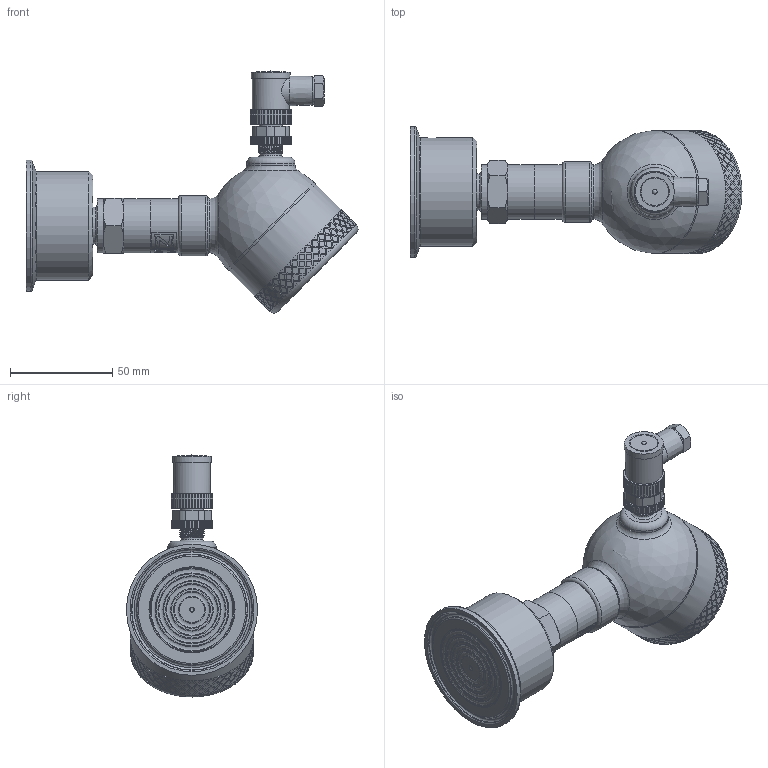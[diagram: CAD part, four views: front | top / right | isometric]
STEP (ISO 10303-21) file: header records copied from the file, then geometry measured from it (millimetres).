
FILE_DESCRIPTION(/* description */ (''),/* implementation_level */ '2;1');
FILE_NAME(/* name */ 'APZ3420sFH_ClampDN2_5.step',/* time_stamp */ '2021-07-08T16:36:04+03:00',/* author */ (''),/* organization */ (''),/* preprocessor_version */ 'ST-DEVELOPER v18.1',/* originating_system */ 'Autodesk Translation Framework v10.9.0.1377',/* authorisation */ '');
FILE_SCHEMA (('AUTOMOTIVE_DESIGN { 1 0 10303 214 3 1 1 }'));
Length unit declared in the file: millimetre
Products named in the file (9): АПЗ 3420s заполненный 
+ полевой корпус; G1\2EN; Clamp DN2' diaphragm 48 v2; Заполненный полевой 
корпус v13; Cover for display; Display; Main body; M12x1 adapter; M12x1 female angular v10
Assembly tree (7 placements, depth 3):
  АПЗ 3420s заполненный 
+ полевой корпус
    G1\2EN
    Заполненный полевой 
корпус v13
      Cover for display
      Display
      Main body
      M12x1 adapter
      M12x1 female angular v10
  Clamp DN2' diaphragm 48 v2
Bounding box: 162.08 x 64 x 118.16 mm (x, y, z)
Volume: 301517.9 mm3; surface area: 65171.9 mm2
Topology: 17 solids, 17 shells, 1884 faces, 4728 edges, 3109 vertices
Faces by surface type: bspline 972, cylinder 535, plane 306, cone 34, torus 34, sphere 3
Full cylindrical faces by diameter (mm): 1 x4, 2 x1, 3 x1, 3.3 x1, 5 x5, 6 x3, 7 x2, 8 x1, 9.3 x1, 9.471 x2, 10.5 x2, 10.741 x7, 11.035 x4, 11.156 x1, 11.884 x6, 12.152 x4, 13 x1, 16.7 x1, 17.5 x1, 18 x2, 18.631 x7, 19 x1, 19.7 x1, 20.955 x7, 21.6 x1, 21.767 x1, 22 x1, 22.4 x2, 23.6 x1, 24.5 x2
Entity records: 82808 total; most frequent: CARTESIAN_POINT 44849, ORIENTED_EDGE 9454, EDGE_CURVE 4727, DIRECTION 4715, VERTEX_POINT 3109, B_SPLINE_CURVE_WITH_KNOTS 2732, EDGE_LOOP 2152, FACE_OUTER_BOUND 1884
